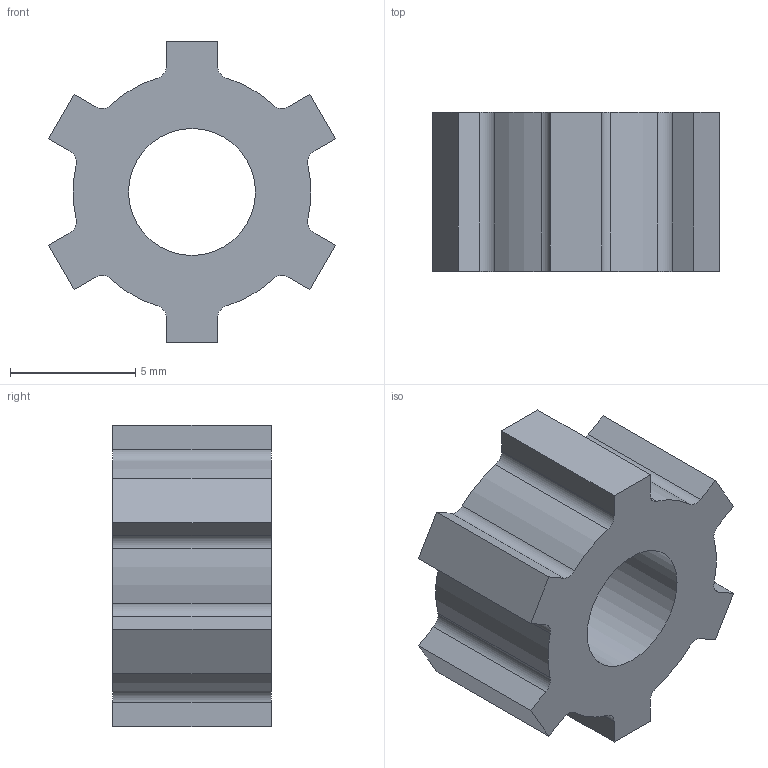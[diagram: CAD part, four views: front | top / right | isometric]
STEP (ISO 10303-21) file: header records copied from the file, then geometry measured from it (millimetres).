
FILE_DESCRIPTION(/* description */ (''),/* implementation_level */ '2;1');
FILE_NAME(/* name */ 'Spline.stp',/* time_stamp */ '2014-12-12T21:24:05+02:00',/* author */ ('Bijan'),/* organization */ (''),/* preprocessor_version */ 'ST-DEVELOPER v15.6',/* originating_system */ 'Autodesk Inventor 2015',/* authorisation */ '');
FILE_SCHEMA (('AUTOMOTIVE_DESIGN { 1 0 10303 214 3 1 1 }'));
Length unit declared in the file: inch
Products named in the file (1): Spline
Bounding box: 11.47 x 6.35 x 12.06 mm (x, y, z)
Volume: 427.8 mm3; surface area: 521.8 mm2
Topology: 1 solids, 1 shells, 39 faces, 111 edges, 74 vertices
Faces by surface type: plane 20, cylinder 19
Full cylindrical faces by diameter (mm): 5.08 x1
Entity records: 1308 total; most frequent: DIRECTION 228, CARTESIAN_POINT 224, ORIENTED_EDGE 220, EDGE_CURVE 110, AXIS2_PLACEMENT_3D 78, VERTEX_POINT 74, LINE 72, VECTOR 72
